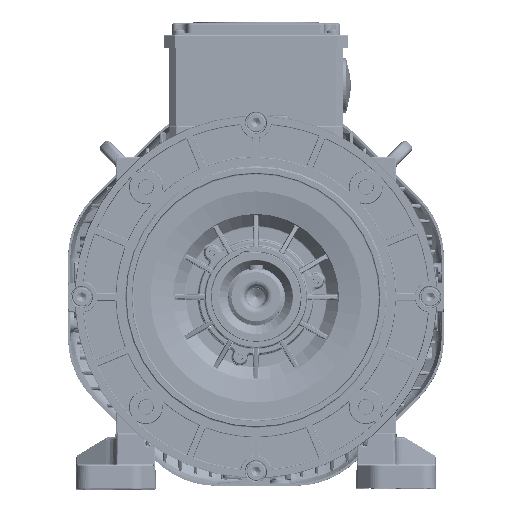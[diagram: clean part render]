
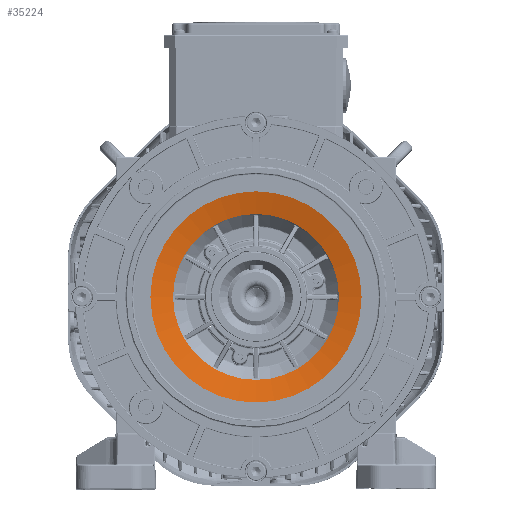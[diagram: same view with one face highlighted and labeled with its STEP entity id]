
A CAD part, top view. The second image highlights one B-rep face of the part: STEP entity #35224.
In plain terms, the highlighted conical face has half-angle 77.399 degrees and reference radius 73 mm.
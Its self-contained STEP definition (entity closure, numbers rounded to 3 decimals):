
#5548=FACE_BOUND('',#52096,.T.);
#5549=FACE_BOUND('',#52097,.T.);
#6161=CONICAL_SURFACE('',#159101,73.,77.399);
#35224=ADVANCED_FACE('',(#5548,#5549),#6161,.F.);
#52096=EDGE_LOOP('',(#87920));
#52097=EDGE_LOOP('',(#87921));
#87920=ORIENTED_EDGE('',*,*,#130753,.F.);
#87921=ORIENTED_EDGE('',*,*,#131448,.T.);
#109058=VERTEX_POINT('',#284560);
#109605=VERTEX_POINT('',#290578);
#130753=EDGE_CURVE('',#109058,#109058,#143935,.T.);
#131448=EDGE_CURVE('',#109605,#109605,#144105,.T.);
#143935=CIRCLE('',#158780,57.343);
#144105=CIRCLE('',#159100,73.);
#158780=AXIS2_PLACEMENT_3D('',#284559,#194156,#194157);
#159100=AXIS2_PLACEMENT_3D('',#290577,#194922,#194923);
#159101=AXIS2_PLACEMENT_3D('',#290579,#194924,#194925);
#194156=DIRECTION('',(0.,0.,1.));
#194157=DIRECTION('',(1.,0.,0.));
#194922=DIRECTION('',(0.,0.,1.));
#194923=DIRECTION('',(1.,0.,0.));
#194924=DIRECTION('',(0.,0.,1.));
#194925=DIRECTION('',(1.,0.,0.));
#284559=CARTESIAN_POINT('',(260.,0.,352.5));
#284560=CARTESIAN_POINT('',(317.343,0.,352.5));
#290577=CARTESIAN_POINT('',(260.,0.,356.));
#290578=CARTESIAN_POINT('',(333.,0.,356.));
#290579=CARTESIAN_POINT('',(260.,0.,356.));
